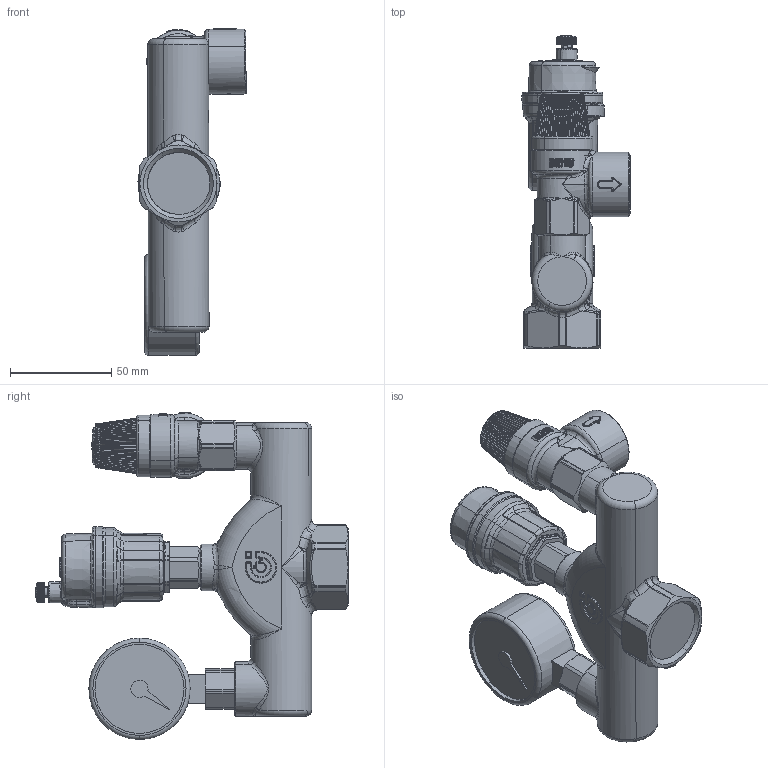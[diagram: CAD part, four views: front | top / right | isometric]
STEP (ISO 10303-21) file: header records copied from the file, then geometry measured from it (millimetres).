
FILE_DESCRIPTION(('CATIA V5 STEP Exchange'),'2;1');
FILE_NAME('STEP_302631_-_TST.stp','2017-11-22T13:57:21+00:00',('none'),('none'),'CATIA Version 5-6 Release 2016 SP4','CATIA V5 STEP AP203','none');
FILE_SCHEMA(('CONFIG_CONTROL_DESIGN'));
Products named in the file (1): 302631 - TST
Bounding box: 53.38 x 154.22 x 161.47 mm (x, y, z)
Volume: 289882.3 mm3; surface area: 83393.8 mm2
Topology: 1 solids, 13 shells, 4098 faces, 10117 edges, 5706 vertices
Faces by surface type: bspline 1556, cylinder 1010, plane 648, sphere 295, torus 288, cone 284, revolution 11, extrusion 6
Entity records: 204145 total; most frequent: CARTESIAN_POINT 128937, ORIENTED_EDGE 19482, EDGE_CURVE 9741, DIRECTION 8220, VERTEX_POINT 5704, B_SPLINE_CURVE_WITH_KNOTS 5511, AXIS2_PLACEMENT_3D 4221, EDGE_LOOP 4171
